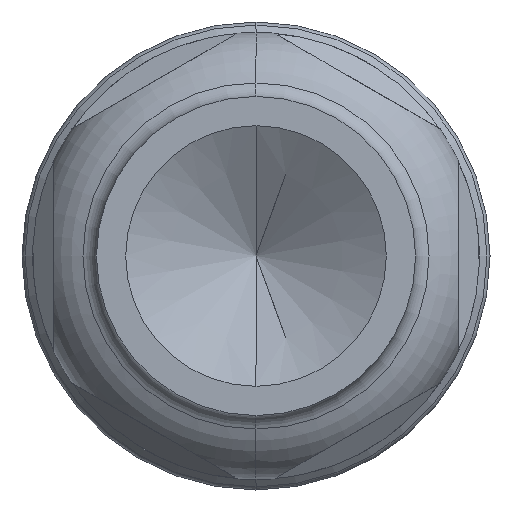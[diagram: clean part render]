
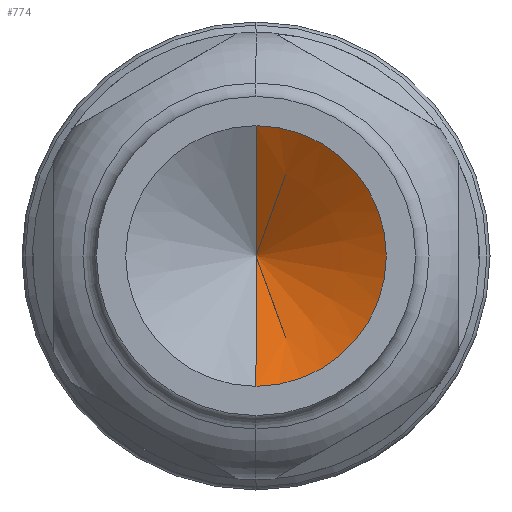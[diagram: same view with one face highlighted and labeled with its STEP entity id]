
A CAD part, left-side view. The second image highlights one B-rep face of the part: STEP entity #774.
In plain terms, the highlighted conical face has half-angle 59 degrees and reference radius 12.25 mm.
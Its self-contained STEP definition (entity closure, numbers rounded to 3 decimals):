
#13 = FACE_OUTER_BOUND ( 'NONE', #570, .T. ) ;
#78 = ORIENTED_EDGE ( 'NONE', *, *, #362, .T. ) ;
#82 = CARTESIAN_POINT ( 'NONE',  ( 21.44, 0., 12.25 ) ) ;
#139 = LINE ( 'NONE', #145, #1306 ) ;
#145 = CARTESIAN_POINT ( 'NONE',  ( 21.44, 0., -12.25 ) ) ;
#212 = CARTESIAN_POINT ( 'NONE',  ( 21.44, 0., 0. ) ) ;
#360 = VERTEX_POINT ( 'NONE', #1316 ) ;
#362 = EDGE_CURVE ( 'NONE', #818, #360, #139, .T. ) ;
#418 = DIRECTION ( 'NONE',  ( 0., 0., 1. ) ) ;
#443 = DIRECTION ( 'NONE',  ( -1., 0., 0. ) ) ;
#545 = CIRCLE ( 'NONE', #674, 12.25 ) ;
#552 = DIRECTION ( 'NONE',  ( -0.515, 0., 0.857 ) ) ;
#557 = CARTESIAN_POINT ( 'NONE',  ( 21.44, 0., 12.25 ) ) ;
#570 = EDGE_LOOP ( 'NONE', ( #1284, #78, #1304 ) ) ;
#674 = AXIS2_PLACEMENT_3D ( 'NONE', #212, #443, #1116 ) ;
#687 = CARTESIAN_POINT ( 'NONE',  ( 21.44, 0., 0. ) ) ;
#692 = CARTESIAN_POINT ( 'NONE',  ( 28.801, 0., 0. ) ) ;
#737 = VECTOR ( 'NONE', #552, 1000. ) ;
#774 = ADVANCED_FACE ( 'NONE', ( #13 ), #1525, .F. ) ;
#792 = EDGE_CURVE ( 'NONE', #818, #1489, #1659, .T. ) ;
#818 = VERTEX_POINT ( 'NONE', #692 ) ;
#934 = DIRECTION ( 'NONE',  ( -0.515, 0., -0.857 ) ) ;
#1116 = DIRECTION ( 'NONE',  ( 0., 0., 1. ) ) ;
#1119 = AXIS2_PLACEMENT_3D ( 'NONE', #687, #1342, #418 ) ;
#1155 = EDGE_CURVE ( 'NONE', #360, #1489, #545, .T. ) ;
#1284 = ORIENTED_EDGE ( 'NONE', *, *, #792, .F. ) ;
#1304 = ORIENTED_EDGE ( 'NONE', *, *, #1155, .T. ) ;
#1306 = VECTOR ( 'NONE', #934, 1000. ) ;
#1316 = CARTESIAN_POINT ( 'NONE',  ( 21.44, 0., -12.25 ) ) ;
#1342 = DIRECTION ( 'NONE',  ( -1., 0., 0. ) ) ;
#1489 = VERTEX_POINT ( 'NONE', #82 ) ;
#1525 = CONICAL_SURFACE ( 'NONE', #1119, 12.25, 1.03 ) ;
#1659 = LINE ( 'NONE', #557, #737 ) ;
